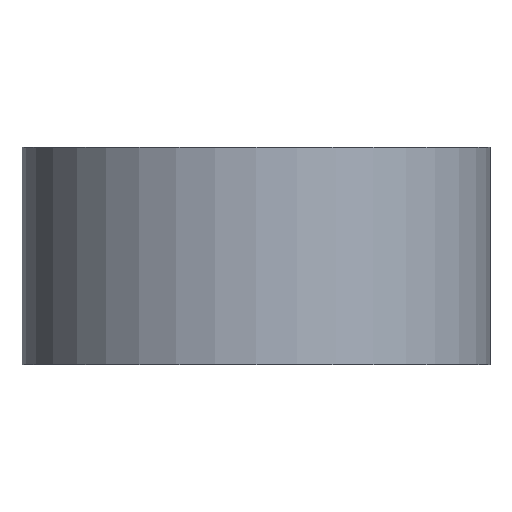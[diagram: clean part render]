
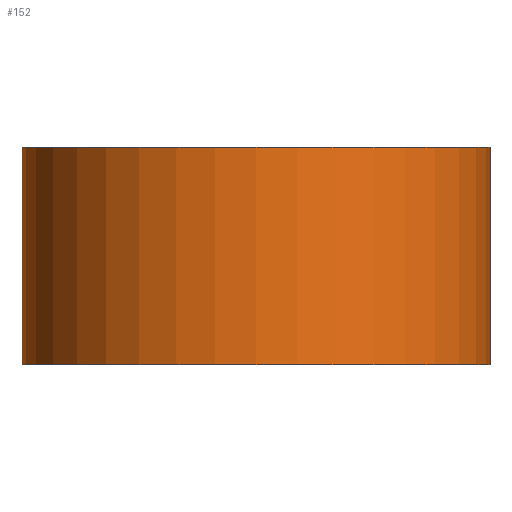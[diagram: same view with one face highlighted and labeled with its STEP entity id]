
A CAD part, front view. The second image highlights one B-rep face of the part: STEP entity #152.
In plain terms, the highlighted cylindrical face has radius 19.431 mm (diameter 38.862 mm), a partial arc.
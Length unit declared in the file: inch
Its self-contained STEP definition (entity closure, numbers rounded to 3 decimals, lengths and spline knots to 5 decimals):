
#5 = DIRECTION ( 'NONE',  ( -1., 0., 0. ) ) ;
#6 = DIRECTION ( 'NONE',  ( 0., 0., -1. ) ) ;
#7 = CARTESIAN_POINT ( 'NONE',  ( 0., 0., 0.71 ) ) ;
#11 = CARTESIAN_POINT ( 'NONE',  ( -0.765, 0., 0.71 ) ) ;
#13 = EDGE_CURVE ( 'NONE', #19, #175, #240, .T. ) ;
#19 = VERTEX_POINT ( 'NONE', #122 ) ;
#23 = ORIENTED_EDGE ( 'NONE', *, *, #196, .F. ) ;
#40 = VERTEX_POINT ( 'NONE', #70 ) ;
#59 = VECTOR ( 'NONE', #6, 39.37008 ) ;
#63 = ORIENTED_EDGE ( 'NONE', *, *, #117, .T. ) ;
#70 = CARTESIAN_POINT ( 'NONE',  ( -0.765, 0., 0. ) ) ;
#78 = ORIENTED_EDGE ( 'NONE', *, *, #182, .T. ) ;
#81 = CARTESIAN_POINT ( 'NONE',  ( 0.765, 0., 0. ) ) ;
#83 = CARTESIAN_POINT ( 'NONE',  ( -0.765, 0., 0.71 ) ) ;
#85 = VERTEX_POINT ( 'NONE', #83 ) ;
#92 = AXIS2_PLACEMENT_3D ( 'NONE', #198, #108, #106 ) ;
#96 = CIRCLE ( 'NONE', #115, 0.765 ) ;
#101 = DIRECTION ( 'NONE',  ( 0., 0., -1. ) ) ;
#106 = DIRECTION ( 'NONE',  ( 1., 0., 0. ) ) ;
#108 = DIRECTION ( 'NONE',  ( 0., 0., 1. ) ) ;
#115 = AXIS2_PLACEMENT_3D ( 'NONE', #7, #157, #243 ) ;
#117 = EDGE_CURVE ( 'NONE', #85, #40, #206, .T. ) ;
#122 = CARTESIAN_POINT ( 'NONE',  ( 0.765, 0., 0.71 ) ) ;
#142 = EDGE_LOOP ( 'NONE', ( #245, #23, #63, #78 ) ) ;
#143 = CARTESIAN_POINT ( 'NONE',  ( 0., 0., 0.71 ) ) ;
#152 = ADVANCED_FACE ( 'NONE', ( #221 ), #218, .T. ) ;
#153 = VECTOR ( 'NONE', #181, 39.37008 ) ;
#157 = DIRECTION ( 'NONE',  ( 0., 0., 1. ) ) ;
#175 = VERTEX_POINT ( 'NONE', #81 ) ;
#181 = DIRECTION ( 'NONE',  ( 0., 0., -1. ) ) ;
#182 = EDGE_CURVE ( 'NONE', #40, #175, #202, .T. ) ;
#196 = EDGE_CURVE ( 'NONE', #85, #19, #96, .T. ) ;
#198 = CARTESIAN_POINT ( 'NONE',  ( 0., 0., 0. ) ) ;
#202 = CIRCLE ( 'NONE', #92, 0.765 ) ;
#206 = LINE ( 'NONE', #11, #59 ) ;
#218 = CYLINDRICAL_SURFACE ( 'NONE', #249, 0.765 ) ;
#221 = FACE_OUTER_BOUND ( 'NONE', #142, .T. ) ;
#228 = CARTESIAN_POINT ( 'NONE',  ( 0.765, 0., 0.71 ) ) ;
#240 = LINE ( 'NONE', #228, #153 ) ;
#243 = DIRECTION ( 'NONE',  ( 1., 0., 0. ) ) ;
#245 = ORIENTED_EDGE ( 'NONE', *, *, #13, .F. ) ;
#249 = AXIS2_PLACEMENT_3D ( 'NONE', #143, #101, #5 ) ;
